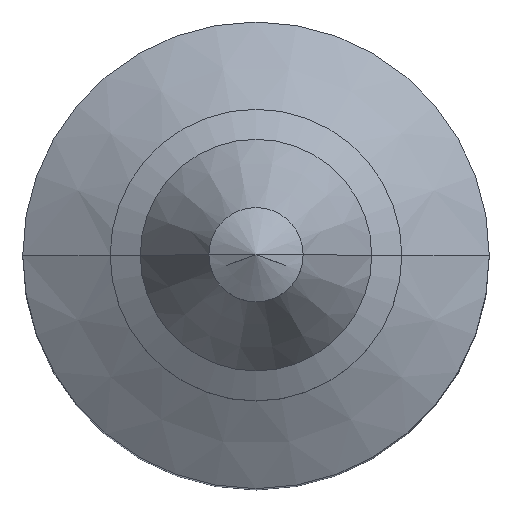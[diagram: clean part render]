
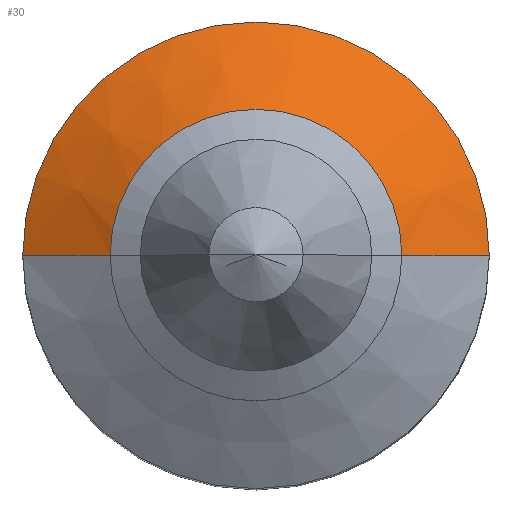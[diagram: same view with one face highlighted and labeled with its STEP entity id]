
A CAD part, top view. The second image highlights one B-rep face of the part: STEP entity #30.
In plain terms, the highlighted conical face has half-angle 60 degrees and reference radius 10 mm.
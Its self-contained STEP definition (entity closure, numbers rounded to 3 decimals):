
#29 = EDGE_CURVE ( 'NONE', #34, #131, #296, .T. ) ;
#30 = ADVANCED_FACE ( 'NONE', ( #409 ), #290, .T. ) ;
#34 = VERTEX_POINT ( 'NONE', #340 ) ;
#36 = ORIENTED_EDGE ( 'NONE', *, *, #271, .T. ) ;
#76 = VERTEX_POINT ( 'NONE', #440 ) ;
#129 = ORIENTED_EDGE ( 'NONE', *, *, #29, .F. ) ;
#131 = VERTEX_POINT ( 'NONE', #621 ) ;
#135 = EDGE_CURVE ( 'NONE', #34, #159, #609, .T. ) ;
#136 = ORIENTED_EDGE ( 'NONE', *, *, #158, .F. ) ;
#143 = ORIENTED_EDGE ( 'NONE', *, *, #135, .T. ) ;
#158 = EDGE_CURVE ( 'NONE', #131, #76, #719, .T. ) ;
#159 = VERTEX_POINT ( 'NONE', #716 ) ;
#187 = EDGE_LOOP ( 'NONE', ( #143, #36, #136, #129 ) ) ;
#271 = EDGE_CURVE ( 'NONE', #159, #76, #980, .T. ) ;
#290 = CONICAL_SURFACE ( 'NONE', #351, 10., 1.047 ) ;
#293 = DIRECTION ( 'NONE',  ( -0.866, 0., -0.5 ) ) ;
#294 = VECTOR ( 'NONE', #293, 1000. ) ;
#295 = CARTESIAN_POINT ( 'NONE',  ( -10., 0., 108.304 ) ) ;
#296 = LINE ( 'NONE', #295, #294 ) ;
#339 = DIRECTION ( 'NONE',  ( -1., 0., 0. ) ) ;
#340 = CARTESIAN_POINT ( 'NONE',  ( -10., 0., 108.304 ) ) ;
#344 = DIRECTION ( 'NONE',  ( 0., 0., -1. ) ) ;
#351 = AXIS2_PLACEMENT_3D ( 'NONE', #414, #344, #339 ) ;
#409 = FACE_OUTER_BOUND ( 'NONE', #187, .T. ) ;
#414 = CARTESIAN_POINT ( 'NONE',  ( 0., 0., 108.304 ) ) ;
#440 = CARTESIAN_POINT ( 'NONE',  ( 16., 0., 104.84 ) ) ;
#609 = CIRCLE ( 'NONE', #759, 10. ) ;
#621 = CARTESIAN_POINT ( 'NONE',  ( -16., 0., 104.84 ) ) ;
#712 = DIRECTION ( 'NONE',  ( -1., 0., 0. ) ) ;
#713 = DIRECTION ( 'NONE',  ( 0., 0., -1. ) ) ;
#716 = CARTESIAN_POINT ( 'NONE',  ( 10., 0., 108.304 ) ) ;
#719 = CIRCLE ( 'NONE', #731, 16. ) ;
#731 = AXIS2_PLACEMENT_3D ( 'NONE', #734, #713, #712 ) ;
#734 = CARTESIAN_POINT ( 'NONE',  ( 0., 0., 104.84 ) ) ;
#756 = DIRECTION ( 'NONE',  ( -1., 0., 0. ) ) ;
#757 = DIRECTION ( 'NONE',  ( 0., 0., -1. ) ) ;
#758 = CARTESIAN_POINT ( 'NONE',  ( 0., 0., 108.304 ) ) ;
#759 = AXIS2_PLACEMENT_3D ( 'NONE', #758, #757, #756 ) ;
#977 = DIRECTION ( 'NONE',  ( 0.866, 0., -0.5 ) ) ;
#978 = VECTOR ( 'NONE', #977, 1000. ) ;
#979 = CARTESIAN_POINT ( 'NONE',  ( 10., 0., 108.304 ) ) ;
#980 = LINE ( 'NONE', #979, #978 ) ;
